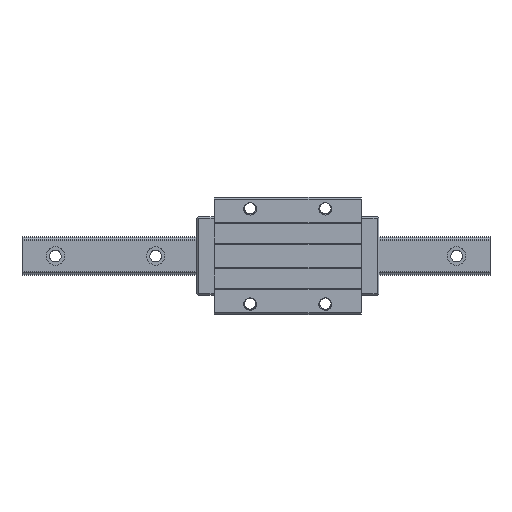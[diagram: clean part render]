
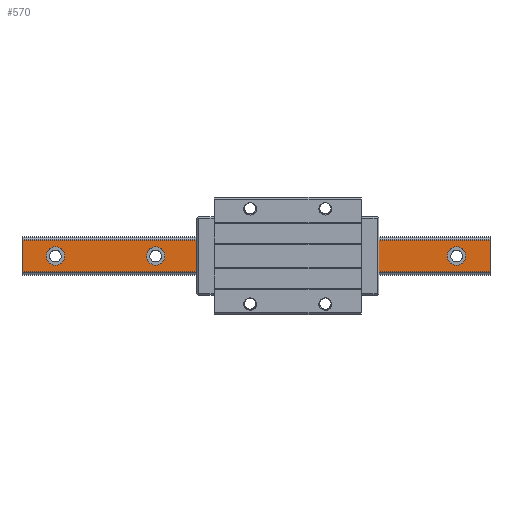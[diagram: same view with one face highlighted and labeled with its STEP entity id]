
A CAD part, top view. The second image highlights one B-rep face of the part: STEP entity #570.
In plain terms, the highlighted planar face has unit normal (0, 0, 1).
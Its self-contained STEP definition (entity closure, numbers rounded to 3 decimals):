
#151=FACE_BOUND('',#1039,.T.);
#152=FACE_BOUND('',#1040,.T.);
#153=FACE_BOUND('',#1041,.T.);
#154=FACE_BOUND('',#1042,.T.);
#155=FACE_BOUND('',#1043,.T.);
#156=FACE_BOUND('',#1044,.T.);
#570=ADVANCED_FACE('',(#151,#152,#153,#154,#155,#156),#697,.F.);
#697=PLANE('',#4118);
#1039=EDGE_LOOP('',(#2151));
#1040=EDGE_LOOP('',(#2152));
#1041=EDGE_LOOP('',(#2153));
#1042=EDGE_LOOP('',(#2154));
#1043=EDGE_LOOP('',(#2155));
#1044=EDGE_LOOP('',(#2156,#2157,#2158,#2159));
#1206=CIRCLE('',#4113,5.5);
#1207=CIRCLE('',#4114,5.5);
#1208=CIRCLE('',#4115,5.5);
#1209=CIRCLE('',#4116,5.5);
#1210=CIRCLE('',#4117,5.5);
#2151=ORIENTED_EDGE('',*,*,#3211,.T.);
#2152=ORIENTED_EDGE('',*,*,#3212,.T.);
#2153=ORIENTED_EDGE('',*,*,#3213,.T.);
#2154=ORIENTED_EDGE('',*,*,#3214,.T.);
#2155=ORIENTED_EDGE('',*,*,#3215,.T.);
#2156=ORIENTED_EDGE('',*,*,#3216,.T.);
#2157=ORIENTED_EDGE('',*,*,#3217,.F.);
#2158=ORIENTED_EDGE('',*,*,#3218,.F.);
#2159=ORIENTED_EDGE('',*,*,#3209,.T.);
#2681=VERTEX_POINT('',#16126);
#2682=VERTEX_POINT('',#16128);
#2683=VERTEX_POINT('',#16132);
#2684=VERTEX_POINT('',#16134);
#2685=VERTEX_POINT('',#16136);
#2686=VERTEX_POINT('',#16138);
#2687=VERTEX_POINT('',#16140);
#2688=VERTEX_POINT('',#16142);
#2689=VERTEX_POINT('',#16144);
#3209=EDGE_CURVE('',#2682,#2681,#3547,.T.);
#3211=EDGE_CURVE('',#2683,#2683,#1206,.T.);
#3212=EDGE_CURVE('',#2684,#2684,#1207,.T.);
#3213=EDGE_CURVE('',#2685,#2685,#1208,.T.);
#3214=EDGE_CURVE('',#2686,#2686,#1209,.T.);
#3215=EDGE_CURVE('',#2687,#2687,#1210,.T.);
#3216=EDGE_CURVE('',#2681,#2688,#3548,.T.);
#3217=EDGE_CURVE('',#2689,#2688,#3549,.T.);
#3218=EDGE_CURVE('',#2682,#2689,#3550,.T.);
#3547=LINE('',#16127,#3826);
#3548=LINE('',#16141,#3827);
#3549=LINE('',#16143,#3828);
#3550=LINE('',#16145,#3829);
#3826=VECTOR('',#4928,1.);
#3827=VECTOR('',#4943,1.);
#3828=VECTOR('',#4944,1.);
#3829=VECTOR('',#4945,1.);
#4113=AXIS2_PLACEMENT_3D('',#16131,#4933,#4934);
#4114=AXIS2_PLACEMENT_3D('',#16133,#4935,#4936);
#4115=AXIS2_PLACEMENT_3D('',#16135,#4937,#4938);
#4116=AXIS2_PLACEMENT_3D('',#16137,#4939,#4940);
#4117=AXIS2_PLACEMENT_3D('',#16139,#4941,#4942);
#4118=AXIS2_PLACEMENT_3D('',#16146,#4946,#4947);
#4928=DIRECTION('',(-1.,0.,0.));
#4933=DIRECTION('',(0.,0.,-1.));
#4934=DIRECTION('',(0.,1.,0.));
#4935=DIRECTION('',(0.,0.,-1.));
#4936=DIRECTION('',(0.,1.,0.));
#4937=DIRECTION('',(0.,0.,-1.));
#4938=DIRECTION('',(0.,1.,0.));
#4939=DIRECTION('',(0.,0.,-1.));
#4940=DIRECTION('',(0.,1.,0.));
#4941=DIRECTION('',(0.,0.,-1.));
#4942=DIRECTION('',(0.,1.,0.));
#4943=DIRECTION('',(0.,-1.,0.));
#4944=DIRECTION('',(-1.,0.,0.));
#4945=DIRECTION('',(0.,-1.,0.));
#4946=DIRECTION('',(0.,0.,-1.));
#4947=DIRECTION('',(0.,1.,0.));
#16126=CARTESIAN_POINT('',(448.665,-1084.462,20.5));
#16127=CARTESIAN_POINT('',(663.665,-1084.462,20.5));
#16128=CARTESIAN_POINT('',(728.665,-1084.462,20.5));
#16131=CARTESIAN_POINT('',(708.665,-1093.785,20.5));
#16132=CARTESIAN_POINT('',(708.665,-1088.285,20.5));
#16133=CARTESIAN_POINT('',(648.665,-1093.785,20.5));
#16134=CARTESIAN_POINT('',(648.665,-1088.285,20.5));
#16135=CARTESIAN_POINT('',(588.665,-1093.785,20.5));
#16136=CARTESIAN_POINT('',(588.665,-1088.285,20.5));
#16137=CARTESIAN_POINT('',(528.665,-1093.785,20.5));
#16138=CARTESIAN_POINT('',(528.665,-1088.285,20.5));
#16139=CARTESIAN_POINT('',(468.665,-1093.785,20.5));
#16140=CARTESIAN_POINT('',(468.665,-1088.285,20.5));
#16141=CARTESIAN_POINT('',(448.665,-1084.462,20.5));
#16142=CARTESIAN_POINT('',(448.665,-1103.109,20.5));
#16143=CARTESIAN_POINT('',(663.665,-1103.109,20.5));
#16144=CARTESIAN_POINT('',(728.665,-1103.109,20.5));
#16145=CARTESIAN_POINT('',(728.665,-1084.462,20.5));
#16146=CARTESIAN_POINT('',(663.665,-1084.462,20.5));
